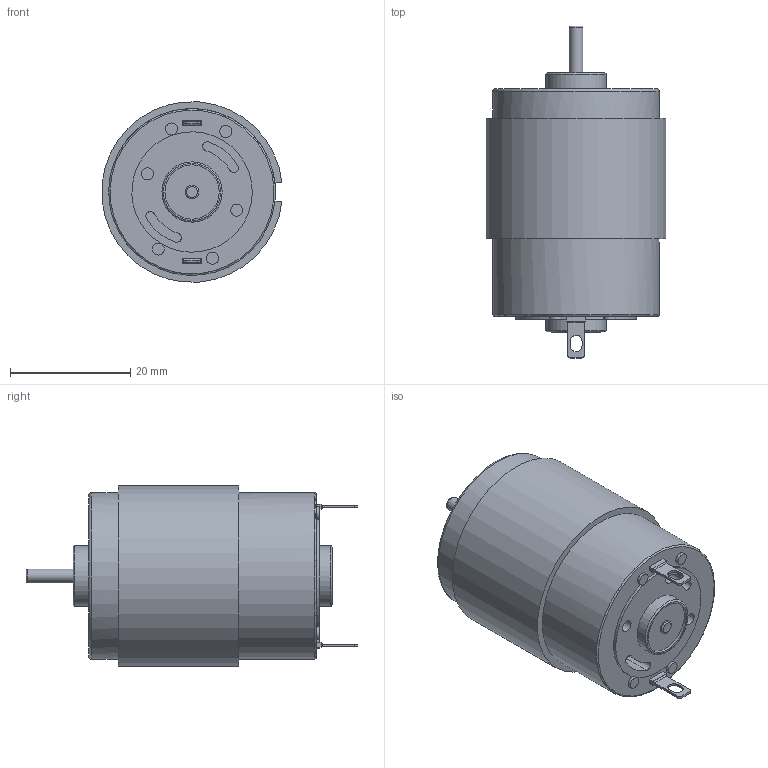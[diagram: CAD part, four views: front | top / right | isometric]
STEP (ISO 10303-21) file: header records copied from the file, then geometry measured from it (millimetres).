
FILE_DESCRIPTION(/* description */ (''),/* implementation_level */ '2;1');
FILE_NAME(/* name */ 'MABUCHI_MOTOR_385.stp',/* time_stamp */ '2018-03-29T12:33:49+09:00',/* author */ ('Tsuba'),/* organization */ (''),/* preprocessor_version */ 'ST-DEVELOPER v17',/* originating_system */ 'Autodesk Inventor 2018',/* authorisation */ '');
FILE_SCHEMA (('AUTOMOTIVE_DESIGN { 1 0 10303 214 3 1 1 }'));
Length unit declared in the file: millimetre
Products named in the file (1): MABUCHI MOTOR 385
Bounding box: 29.87 x 55.1 x 29.9 mm (x, y, z)
Volume: 24677.3 mm3; surface area: 6242.4 mm2
Topology: 1 solids, 1 shells, 98 faces, 235 edges, 152 vertices
Faces by surface type: cylinder 45, plane 44, torus 6, cone 3
Full cylindrical faces by diameter (mm): 2 x4, 2.3 x2, 2.6 x3, 9 x2, 10 x2, 27.7 x1
Entity records: 3094 total; most frequent: DIRECTION 543, CARTESIAN_POINT 531, ORIENTED_EDGE 464, EDGE_CURVE 232, AXIS2_PLACEMENT_3D 216, VERTEX_POINT 152, EDGE_LOOP 120, CIRCLE 113
